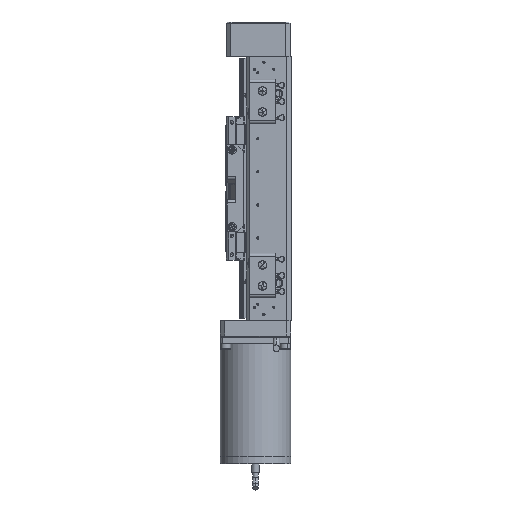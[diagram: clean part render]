
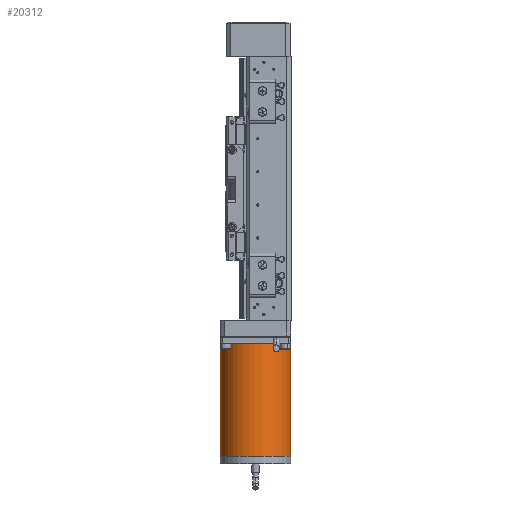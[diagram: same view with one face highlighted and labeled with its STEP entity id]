
A CAD part, left-side view. The second image highlights one B-rep face of the part: STEP entity #20312.
In plain terms, the highlighted cylindrical face has radius 16 mm (diameter 32 mm), a partial arc.
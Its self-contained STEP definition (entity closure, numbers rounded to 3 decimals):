
#225 = VERTEX_POINT ( 'NONE', #54360 ) ;
#557 = DIRECTION ( 'NONE',  ( 0., 0., -1. ) ) ;
#4216 = EDGE_CURVE ( 'NONE', #11040, #8292, #27511, .T. ) ;
#4817 = VERTEX_POINT ( 'NONE', #22254 ) ;
#5130 = CARTESIAN_POINT ( 'NONE',  ( 0., 0., -3. ) ) ;
#5417 = DIRECTION ( 'NONE',  ( 0., 0., -1. ) ) ;
#7046 = AXIS2_PLACEMENT_3D ( 'NONE', #53692, #23073, #9026 ) ;
#8292 = VERTEX_POINT ( 'NONE', #30781 ) ;
#9026 = DIRECTION ( 'NONE',  ( 1., 0., 0. ) ) ;
#9103 = CARTESIAN_POINT ( 'NONE',  ( 16., 0., -3. ) ) ;
#11040 = VERTEX_POINT ( 'NONE', #51108 ) ;
#13175 = ORIENTED_EDGE ( 'NONE', *, *, #51975, .T. ) ;
#14164 = VERTEX_POINT ( 'NONE', #9103 ) ;
#16628 = AXIS2_PLACEMENT_3D ( 'NONE', #44100, #557, #48436 ) ;
#18346 = AXIS2_PLACEMENT_3D ( 'NONE', #43520, #29937, #26461 ) ;
#20201 = ORIENTED_EDGE ( 'NONE', *, *, #47172, .F. ) ;
#20312 = ADVANCED_FACE ( 'NONE', ( #31176 ), #48526, .T. ) ;
#20609 = CIRCLE ( 'NONE', #39005, 16. ) ;
#22254 = CARTESIAN_POINT ( 'NONE',  ( -16., 0., -3. ) ) ;
#23073 = DIRECTION ( 'NONE',  ( 0., 0., 1. ) ) ;
#23668 = DIRECTION ( 'NONE',  ( 0., 0., 1. ) ) ;
#26461 = DIRECTION ( 'NONE',  ( 1., 0., 0. ) ) ;
#27350 = CARTESIAN_POINT ( 'NONE',  ( 16., 0., 31.525 ) ) ;
#27511 = CIRCLE ( 'NONE', #18346, 16. ) ;
#28241 = EDGE_CURVE ( 'NONE', #225, #14164, #20609, .T. ) ;
#29937 = DIRECTION ( 'NONE',  ( 0., 0., 1. ) ) ;
#30781 = CARTESIAN_POINT ( 'NONE',  ( -16., 0., -53.99 ) ) ;
#31176 = FACE_OUTER_BOUND ( 'NONE', #43683, .T. ) ;
#31333 = CIRCLE ( 'NONE', #16628, 16. ) ;
#37246 = LINE ( 'NONE', #54866, #48185 ) ;
#38437 = VECTOR ( 'NONE', #44988, 1000. ) ;
#39005 = AXIS2_PLACEMENT_3D ( 'NONE', #5130, #5417, #40570 ) ;
#40570 = DIRECTION ( 'NONE',  ( 1., 0., 0. ) ) ;
#41963 = EDGE_CURVE ( 'NONE', #8292, #4817, #37246, .T. ) ;
#42823 = ORIENTED_EDGE ( 'NONE', *, *, #4216, .T. ) ;
#43520 = CARTESIAN_POINT ( 'NONE',  ( 0., 0., -53.99 ) ) ;
#43683 = EDGE_LOOP ( 'NONE', ( #42823, #47770, #13175, #45340, #20201 ) ) ;
#44100 = CARTESIAN_POINT ( 'NONE',  ( 0., 0., -3. ) ) ;
#44988 = DIRECTION ( 'NONE',  ( 0., 0., 1. ) ) ;
#45340 = ORIENTED_EDGE ( 'NONE', *, *, #28241, .T. ) ;
#47172 = EDGE_CURVE ( 'NONE', #11040, #14164, #49340, .T. ) ;
#47770 = ORIENTED_EDGE ( 'NONE', *, *, #41963, .T. ) ;
#48185 = VECTOR ( 'NONE', #23668, 1000. ) ;
#48436 = DIRECTION ( 'NONE',  ( 1., 0., 0. ) ) ;
#48526 = CYLINDRICAL_SURFACE ( 'NONE', #7046, 16. ) ;
#49340 = LINE ( 'NONE', #27350, #38437 ) ;
#51108 = CARTESIAN_POINT ( 'NONE',  ( 16., 0., -53.99 ) ) ;
#51975 = EDGE_CURVE ( 'NONE', #4817, #225, #31333, .T. ) ;
#53692 = CARTESIAN_POINT ( 'NONE',  ( 0., 0., 31.525 ) ) ;
#54360 = CARTESIAN_POINT ( 'NONE',  ( 0., 16., -3. ) ) ;
#54866 = CARTESIAN_POINT ( 'NONE',  ( -16., 0., 31.525 ) ) ;
